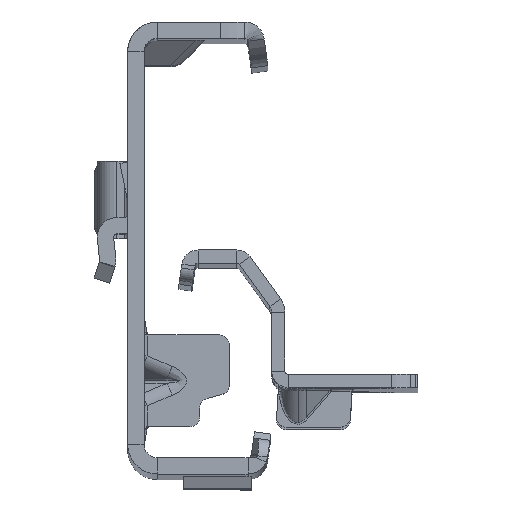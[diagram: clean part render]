
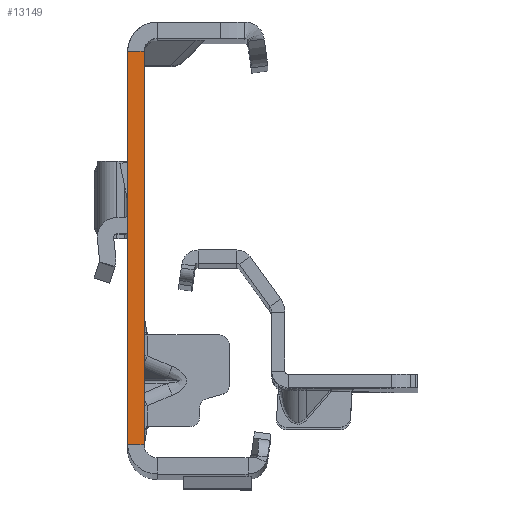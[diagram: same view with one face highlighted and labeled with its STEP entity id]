
A CAD part, top view. The second image highlights one B-rep face of the part: STEP entity #13149.
In plain terms, the highlighted planar face has unit normal (0, 0, 1).
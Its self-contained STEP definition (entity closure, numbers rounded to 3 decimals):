
#1322 = AXIS2_PLACEMENT_3D ( 'NONE', #16633, #9781, #2659 ) ;
#1346 = LINE ( 'NONE', #9485, #12424 ) ;
#1728 = VERTEX_POINT ( 'NONE', #17752 ) ;
#2659 = DIRECTION ( 'NONE',  ( 1., 0., 0. ) ) ;
#3189 = VECTOR ( 'NONE', #13202, 1000. ) ;
#3294 = ORIENTED_EDGE ( 'NONE', *, *, #4219, .F. ) ;
#4219 = EDGE_CURVE ( 'NONE', #1728, #5302, #1346, .T. ) ;
#4960 = FACE_OUTER_BOUND ( 'NONE', #7935, .T. ) ;
#5189 = LINE ( 'NONE', #13586, #9835 ) ;
#5302 = VERTEX_POINT ( 'NONE', #14542 ) ;
#5737 = EDGE_CURVE ( 'NONE', #1728, #14869, #5189, .T. ) ;
#6160 = CARTESIAN_POINT ( 'NONE',  ( 0., -30., 0. ) ) ;
#6509 = DIRECTION ( 'NONE',  ( 0., -1., 0. ) ) ;
#7753 = CARTESIAN_POINT ( 'NONE',  ( -2.5, -30., 0. ) ) ;
#7935 = EDGE_LOOP ( 'NONE', ( #3294, #13848, #16086, #15592 ) ) ;
#8275 = CARTESIAN_POINT ( 'NONE',  ( -2.5, -32., 0. ) ) ;
#8706 = EDGE_CURVE ( 'NONE', #5302, #16554, #10362, .T. ) ;
#9485 = CARTESIAN_POINT ( 'NONE',  ( 0., -32., 0. ) ) ;
#9546 = CARTESIAN_POINT ( 'NONE',  ( -2.5, 30., 0. ) ) ;
#9781 = DIRECTION ( 'NONE',  ( 0., 0., 1. ) ) ;
#9835 = VECTOR ( 'NONE', #12125, 1000. ) ;
#9966 = EDGE_CURVE ( 'NONE', #14869, #16554, #11001, .T. ) ;
#10362 = LINE ( 'NONE', #6160, #3189 ) ;
#11001 = LINE ( 'NONE', #8275, #14628 ) ;
#12125 = DIRECTION ( 'NONE',  ( -1., 0., 0. ) ) ;
#12397 = DIRECTION ( 'NONE',  ( 0., -1., 0. ) ) ;
#12424 = VECTOR ( 'NONE', #12397, 1000. ) ;
#13149 = ADVANCED_FACE ( 'NONE', ( #4960 ), #16010, .T. ) ;
#13202 = DIRECTION ( 'NONE',  ( -1., 0., 0. ) ) ;
#13586 = CARTESIAN_POINT ( 'NONE',  ( 0., 30., 0. ) ) ;
#13848 = ORIENTED_EDGE ( 'NONE', *, *, #5737, .T. ) ;
#14542 = CARTESIAN_POINT ( 'NONE',  ( 0., -30., 0. ) ) ;
#14628 = VECTOR ( 'NONE', #6509, 1000. ) ;
#14869 = VERTEX_POINT ( 'NONE', #9546 ) ;
#15592 = ORIENTED_EDGE ( 'NONE', *, *, #8706, .F. ) ;
#16010 = PLANE ( 'NONE',  #1322 ) ;
#16086 = ORIENTED_EDGE ( 'NONE', *, *, #9966, .T. ) ;
#16554 = VERTEX_POINT ( 'NONE', #7753 ) ;
#16633 = CARTESIAN_POINT ( 'NONE',  ( -2.5, -32., 0. ) ) ;
#17752 = CARTESIAN_POINT ( 'NONE',  ( 0., 30., 0. ) ) ;
